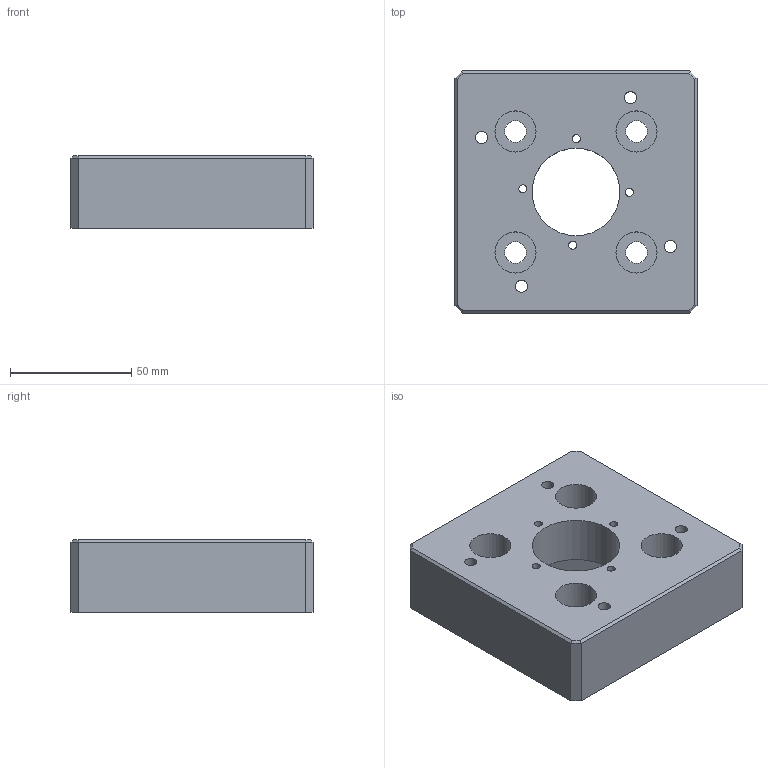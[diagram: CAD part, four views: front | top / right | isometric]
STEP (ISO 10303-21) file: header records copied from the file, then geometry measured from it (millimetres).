
FILE_DESCRIPTION(/* description */ (''),/* implementation_level */ '2;1');
FILE_NAME(/* name */ 'PLATE_TOP.step',/* time_stamp */ '2025-09-05T23:17:23+09:00',/* author */ (''),/* organization */ (''),/* preprocessor_version */ 'ST-DEVELOPER v20.1',/* originating_system */ 'Autodesk Translation Framework v14.10.0.0',/* authorisation */ '');
FILE_SCHEMA (('AUTOMOTIVE_DESIGN { 1 0 10303 214 3 1 1 }'));
Length unit declared in the file: millimetre
Products named in the file (1): 2025-09-05-23-17-23-550
Bounding box: 100 x 100 x 30 mm (x, y, z)
Volume: 240983.3 mm3; surface area: 39961.7 mm2
Topology: 1 solids, 1 shells, 48 faces, 115 edges, 74 vertices
Faces by surface type: plane 27, cylinder 21
Full cylindrical faces by diameter (mm): 3.332 x4, 5.035 x4, 9 x4, 17 x4, 36.2 x1
Entity records: 1489 total; most frequent: DIRECTION 255, CARTESIAN_POINT 238, ORIENTED_EDGE 230, EDGE_CURVE 115, AXIS2_PLACEMENT_3D 91, EDGE_LOOP 79, VERTEX_POINT 74, LINE 73
